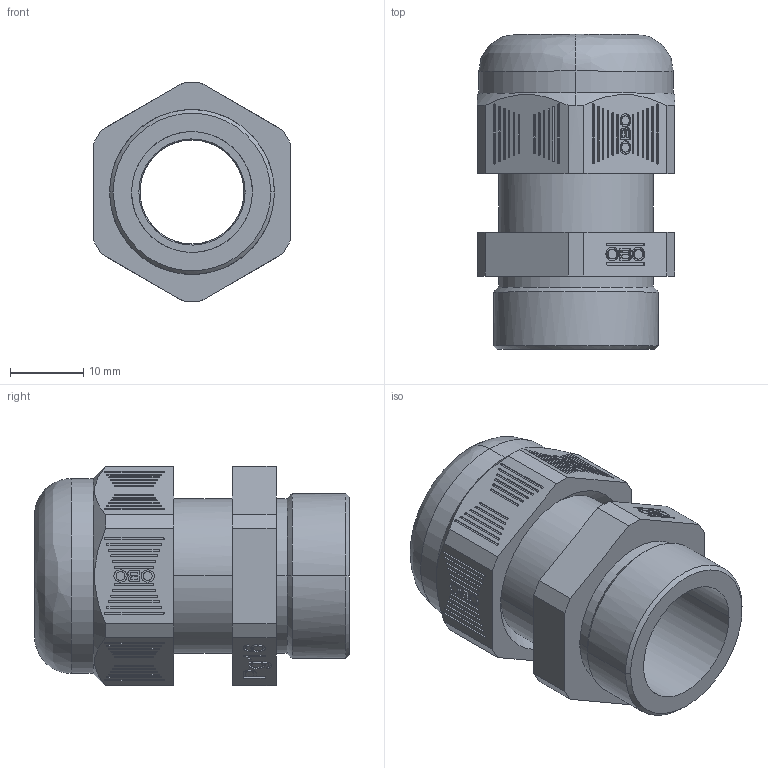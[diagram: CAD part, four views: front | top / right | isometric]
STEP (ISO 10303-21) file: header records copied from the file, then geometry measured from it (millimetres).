
FILE_DESCRIPTION(/* description */ (''),/* implementation_level */ '2;1');
FILE_NAME(/* name */ '2022656',/* time_stamp */ '2015-11-04T16:01:36+01:00',/* author */ (''),/* organization */ (''),/* preprocessor_version */ 'ST-DEVELOPER v15',/* originating_system */ '',/* authorisation */ '');
FILE_SCHEMA (('CONFIG_CONTROL_DESIGN'));
Length unit declared in the file: millimetre
Products named in the file (2): Document; Block 02
Assembly tree (1 placements, depth 2):
  Document
    Block 02
Bounding box: 27 x 43 x 30 mm (x, y, z)
Volume: 11670.5 mm3; surface area: 9247.8 mm2
Topology: 2 solids, 2 shells, 968 faces, 2512 edges, 1666 vertices
Faces by surface type: plane 519, bspline 449
Entity records: 33746 total; most frequent: CARTESIAN_POINT 18309, ORIENTED_EDGE 5024, EDGE_CURVE 2512, VERTEX_POINT 1666, B_SPLINE_CURVE_WITH_KNOTS 1297, EDGE_LOOP 1090, ADVANCED_FACE 968, FACE_OUTER_BOUND 968
